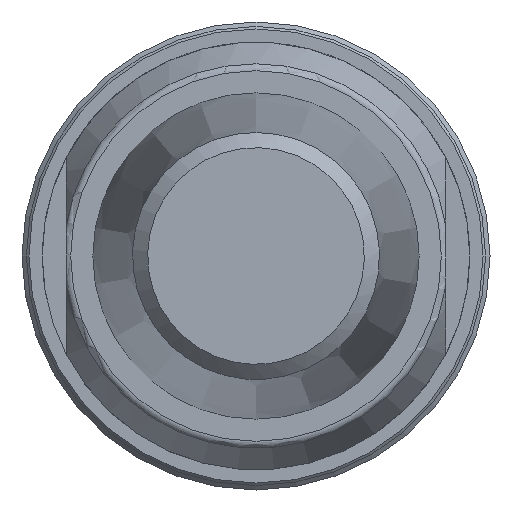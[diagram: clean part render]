
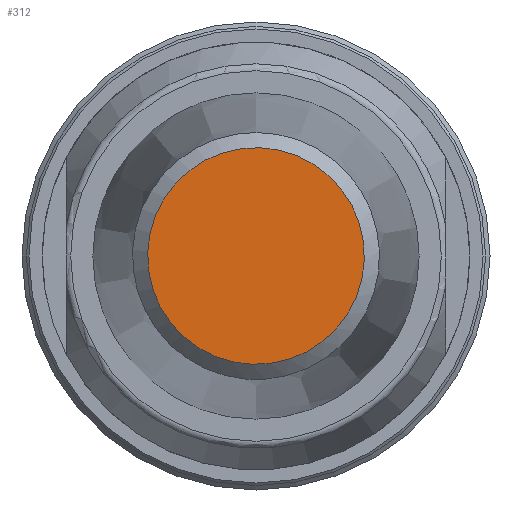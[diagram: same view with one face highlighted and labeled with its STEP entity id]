
A CAD part, left-side view. The second image highlights one B-rep face of the part: STEP entity #312.
In plain terms, the highlighted planar face has unit normal (-1, 0, 0).
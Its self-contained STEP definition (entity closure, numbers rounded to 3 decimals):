
#215=FACE_OUTER_BOUND('',#514,.T.);
#267=PLANE('',#1141);
#312=ADVANCED_FACE('',(#215),#267,.T.);
#514=EDGE_LOOP('',(#639));
#639=ORIENTED_EDGE('',*,*,#948,.T.);
#855=VERTEX_POINT('',#1587);
#948=EDGE_CURVE('',#855,#855,#1064,.T.);
#1064=CIRCLE('',#1140,4.283);
#1140=AXIS2_PLACEMENT_3D('',#1586,#1302,#1303);
#1141=AXIS2_PLACEMENT_3D('',#1588,#1304,#1305);
#1302=DIRECTION('',(-1.,0.,0.));
#1303=DIRECTION('',(0.,0.924,0.382));
#1304=DIRECTION('',(-1.,0.,0.));
#1305=DIRECTION('',(0.,0.924,0.382));
#1586=CARTESIAN_POINT('',(-40.,0.,0.));
#1587=CARTESIAN_POINT('',(-40.,3.959,1.636));
#1588=CARTESIAN_POINT('',(-40.,0.,0.));
